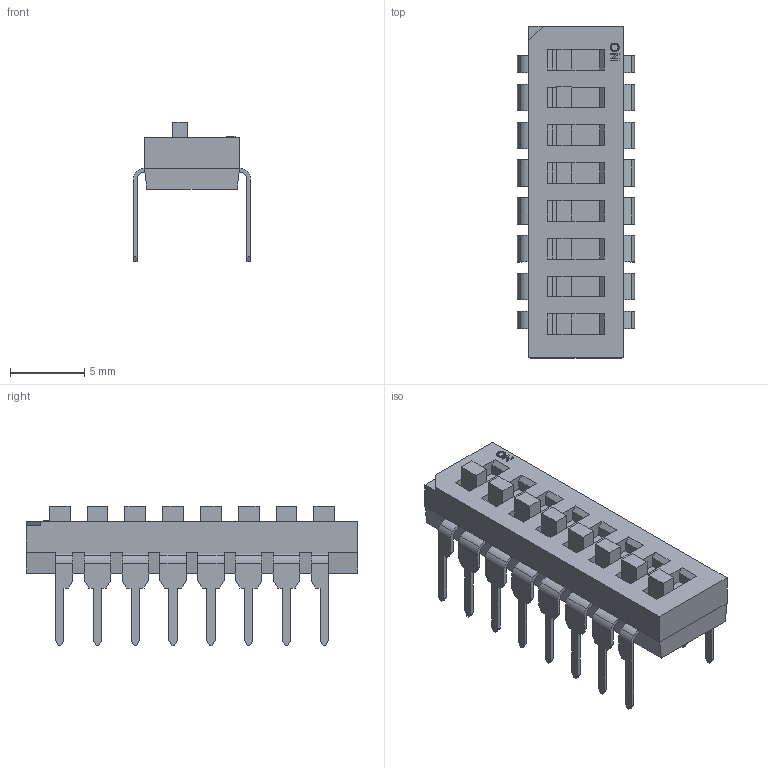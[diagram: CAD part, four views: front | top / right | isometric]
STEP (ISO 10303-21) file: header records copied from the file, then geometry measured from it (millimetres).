
FILE_DESCRIPTION((''),'2;1');
FILE_NAME('SW_TYCO_1825057-7.stp','2009-09-01T09:12:27',(''),(''),'Mechanical Desktop 2006','Mechanical Desktop 2006',', , ');
FILE_SCHEMA(('AUTOMOTIVE_DESIGN { 1 2 10303 214 0 1 1 1 }'));
Length unit declared in the file: millimetre
Products named in the file (1): Product
Bounding box: 7.87 x 22.3 x 9.38 mm (x, y, z)
Volume: 504.6 mm3; surface area: 1198.1 mm2
Topology: 31 solids, 31 shells, 547 faces, 1431 edges, 954 vertices
Faces by surface type: plane 361, bspline 154, cylinder 32
Entity records: 17019 total; most frequent: CARTESIAN_POINT 3843, ORIENTED_EDGE 2862, DIRECTION 2347, EDGE_CURVE 1431, VECTOR 1303, LINE 1303, VERTEX_POINT 954, EDGE_LOOP 555
